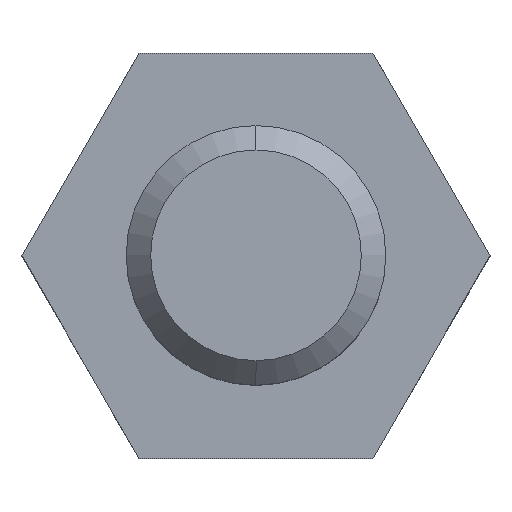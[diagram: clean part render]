
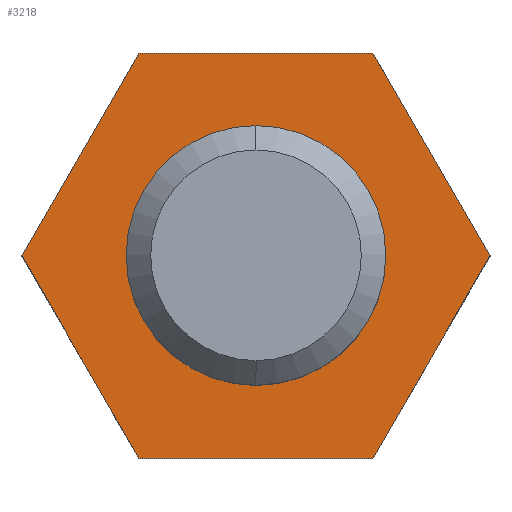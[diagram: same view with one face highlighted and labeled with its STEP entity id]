
A CAD part, top view. The second image highlights one B-rep face of the part: STEP entity #3218.
In plain terms, the highlighted planar face has unit normal (0, 0, 1).
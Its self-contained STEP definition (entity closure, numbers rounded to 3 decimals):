
#1059=DIRECTION('',(1.,0.,0.));
#1060=VECTOR('',#1059,2.891);
#1061=CARTESIAN_POINT('',(-1.446,-2.504,3.504));
#1062=LINE('',#1061,#1060);
#1063=DIRECTION('',(0.5,-0.866,0.));
#1064=VECTOR('',#1063,2.891);
#1065=CARTESIAN_POINT('',(-2.891,0.,3.504));
#1066=LINE('',#1065,#1064);
#1067=DIRECTION('',(-0.5,-0.866,0.));
#1068=VECTOR('',#1067,2.891);
#1069=CARTESIAN_POINT('',(-1.446,2.504,3.504));
#1070=LINE('',#1069,#1068);
#1071=DIRECTION('',(-1.,0.,0.));
#1072=VECTOR('',#1071,2.891);
#1073=CARTESIAN_POINT('',(1.446,2.504,3.504));
#1074=LINE('',#1073,#1072);
#1075=DIRECTION('',(-0.5,0.866,0.));
#1076=VECTOR('',#1075,2.891);
#1077=CARTESIAN_POINT('',(2.891,0.,3.504));
#1078=LINE('',#1077,#1076);
#1079=DIRECTION('',(0.5,0.866,0.));
#1080=VECTOR('',#1079,2.891);
#1081=CARTESIAN_POINT('',(1.446,-2.504,3.504));
#1082=LINE('',#1081,#1080);
#1083=CARTESIAN_POINT('',(0.,0.,3.504));
#1084=DIRECTION('',(0.,0.,1.));
#1085=DIRECTION('',(0.,-1.,0.));
#1086=AXIS2_PLACEMENT_3D('',#1083,#1084,#1085);
#1092=CARTESIAN_POINT('',(0.,0.,3.504));
#1093=DIRECTION('',(0.,0.,-1.));
#1094=DIRECTION('',(0.,-1.,0.));
#1095=AXIS2_PLACEMENT_3D('',#1092,#1093,#1094);
#1556=CARTESIAN_POINT('',(-1.446,-2.504,3.504));
#1557=CARTESIAN_POINT('',(1.446,-2.504,3.504));
#1558=VERTEX_POINT('',#1556);
#1559=VERTEX_POINT('',#1557);
#1560=CARTESIAN_POINT('',(2.891,0.,3.504));
#1561=VERTEX_POINT('',#1560);
#1562=CARTESIAN_POINT('',(1.446,2.504,3.504));
#1563=VERTEX_POINT('',#1562);
#1564=CARTESIAN_POINT('',(-1.446,2.504,3.504));
#1565=VERTEX_POINT('',#1564);
#1566=CARTESIAN_POINT('',(-2.891,0.,3.504));
#1567=VERTEX_POINT('',#1566);
#1677=CARTESIAN_POINT('',(0.,-1.444,3.504));
#1679=VERTEX_POINT('',#1677);
#1681=CARTESIAN_POINT('',(0.,1.444,3.504));
#1683=VERTEX_POINT('',#1681);
#3199=CARTESIAN_POINT('',(0.,0.,3.504));
#3200=DIRECTION('',(0.,0.,1.));
#3201=DIRECTION('',(1.,0.,0.));
#3202=AXIS2_PLACEMENT_3D('',#3199,#3200,#3201);
#3203=PLANE('',#3202);
#3204=ORIENTED_EDGE('',*,*,#3165,.F.);
#3205=ORIENTED_EDGE('',*,*,#3179,.F.);
#3206=ORIENTED_EDGE('',*,*,#3193,.F.);
#3207=ORIENTED_EDGE('',*,*,#3122,.F.);
#3208=ORIENTED_EDGE('',*,*,#3137,.F.);
#3209=ORIENTED_EDGE('',*,*,#3151,.F.);
#3210=EDGE_LOOP('',(#3204,#3205,#3206,#3207,#3208,#3209));
#3211=FACE_OUTER_BOUND('',#3210,.F.);
#3213=ORIENTED_EDGE('',*,*,#3212,.T.);
#3215=ORIENTED_EDGE('',*,*,#3214,.F.);
#3216=EDGE_LOOP('',(#3213,#3215));
#3217=FACE_BOUND('',#3216,.F.);
#3218=ADVANCED_FACE('',(#3211,#3217),#3203,.T.);
#1087=CIRCLE('',#1086,1.444);
#1096=CIRCLE('',#1095,1.444);
#3122=EDGE_CURVE('',#1563,#1565,#1074,.T.);
#3137=EDGE_CURVE('',#1561,#1563,#1078,.T.);
#3151=EDGE_CURVE('',#1559,#1561,#1082,.T.);
#3165=EDGE_CURVE('',#1558,#1559,#1062,.T.);
#3179=EDGE_CURVE('',#1567,#1558,#1066,.T.);
#3193=EDGE_CURVE('',#1565,#1567,#1070,.T.);
#3212=EDGE_CURVE('',#1679,#1683,#1087,.T.);
#3214=EDGE_CURVE('',#1679,#1683,#1096,.T.);
